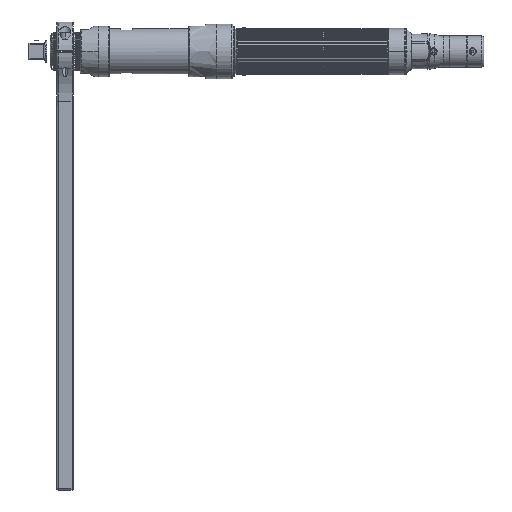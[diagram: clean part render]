
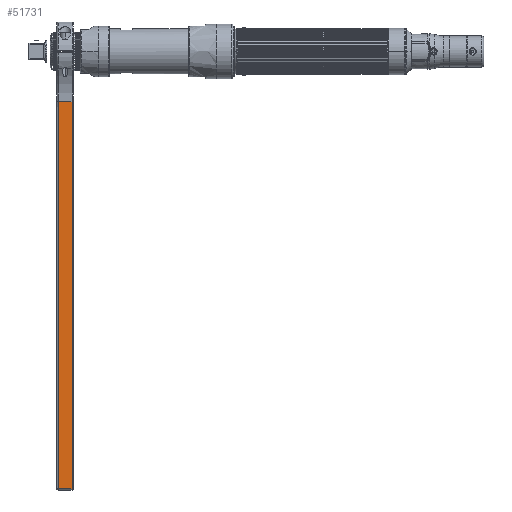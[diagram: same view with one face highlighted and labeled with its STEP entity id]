
A CAD part, top view. The second image highlights one B-rep face of the part: STEP entity #51731.
In plain terms, the highlighted planar face has unit normal (0, 0, 1).
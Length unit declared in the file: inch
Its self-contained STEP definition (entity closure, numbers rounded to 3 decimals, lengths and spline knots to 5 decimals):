
#49642=DIRECTION('',(-1.,0.,0.));
#49643=VECTOR('',#49642,0.63);
#49644=CARTESIAN_POINT('',(-15.09295,-2.28407,0.5875));
#49645=LINE('',#49644,#49643);
#50012=DIRECTION('',(0.,1.,0.));
#50013=VECTOR('',#50012,17.65093);
#50014=CARTESIAN_POINT('',(-15.72295,-19.935,0.5875));
#50015=LINE('',#50014,#50013);
#50128=DIRECTION('',(0.,-1.,0.));
#50129=VECTOR('',#50128,17.65093);
#50130=CARTESIAN_POINT('',(-15.09295,-2.28407,0.5875));
#50131=LINE('',#50130,#50129);
#50224=DIRECTION('',(1.,0.,0.));
#50225=VECTOR('',#50224,0.63);
#50226=CARTESIAN_POINT('',(-15.72295,-19.935,0.5875));
#50227=LINE('',#50226,#50225);
#50994=CARTESIAN_POINT('',(-15.72295,-19.935,0.5875));
#50995=CARTESIAN_POINT('',(-15.72295,-2.28407,0.5875));
#50996=VERTEX_POINT('',#50994);
#50997=VERTEX_POINT('',#50995);
#51037=CARTESIAN_POINT('',(-15.09295,-2.28407,0.5875));
#51038=CARTESIAN_POINT('',(-15.09295,-19.935,0.5875));
#51039=VERTEX_POINT('',#51037);
#51040=VERTEX_POINT('',#51038);
#51716=CARTESIAN_POINT('',(-15.03295,-19.995,0.5875));
#51717=DIRECTION('',(0.,0.,1.));
#51718=DIRECTION('',(0.,1.,0.));
#51719=AXIS2_PLACEMENT_3D('',#51716,#51717,#51718);
#51720=PLANE('',#51719);
#51722=ORIENTED_EDGE('',*,*,#51721,.T.);
#51724=ORIENTED_EDGE('',*,*,#51723,.F.);
#51726=ORIENTED_EDGE('',*,*,#51725,.T.);
#51728=ORIENTED_EDGE('',*,*,#51727,.F.);
#51729=EDGE_LOOP('',(#51722,#51724,#51726,#51728));
#51730=FACE_OUTER_BOUND('',#51729,.F.);
#51731=ADVANCED_FACE('',(#51730),#51720,.T.);
#51721=EDGE_CURVE('',#50996,#50997,#50015,.T.);
#51723=EDGE_CURVE('',#51039,#50997,#49645,.T.);
#51725=EDGE_CURVE('',#51039,#51040,#50131,.T.);
#51727=EDGE_CURVE('',#50996,#51040,#50227,.T.);
